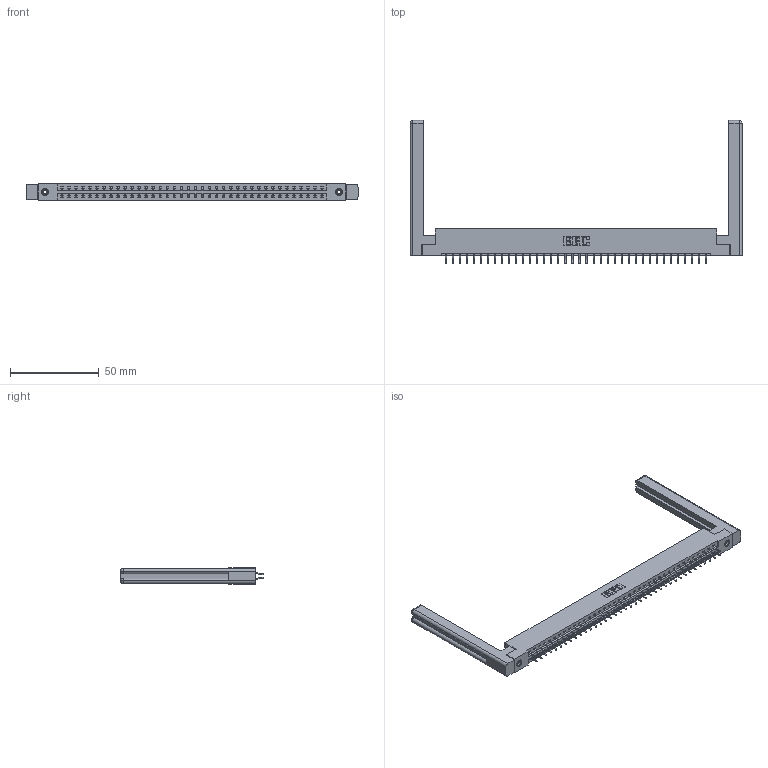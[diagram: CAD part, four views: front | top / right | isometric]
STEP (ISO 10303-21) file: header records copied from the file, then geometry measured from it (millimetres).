
FILE_DESCRIPTION (( 'STEP AP203' ), '1' );
FILE_NAME ('387-076-556-258.STEP', '2019-10-22T04:25:58', ( '' ), ( '' ), 'SwSTEP 2.0', 'SolidWorks 2016', '' );
FILE_SCHEMA (( 'CONFIG_CONTROL_DESIGN' ));
Length unit declared in the file: inch
Products named in the file (5): 307-220-058; 337 Part_Flush Mounting Lugs - 0.156 Dia-TI; 387-076-556-258; 345-292-001_556 Tail; 345-250-001_345-250-001-102
Assembly tree (81 placements, depth 2):
  387-076-556-258
    337 Part_Flush Mounting Lugs - 0.156 Dia-TI
    345-292-001_556 Tail  x76
    345-250-001_345-250-001-102  x2
    307-220-058  x2
Bounding box: 187.2 x 80.66 x 9.4 mm (x, y, z)
Volume: 26814.5 mm3; surface area: 27167.1 mm2
Topology: 81 solids, 81 shells, 4816 faces, 14269 edges, 9398 vertices
Faces by surface type: plane 3346, cylinder 1446, cone 12, torus 12
Entity records: 32834 total; most frequent: CARTESIAN_POINT 5557, ORIENTED_EDGE 5420, DIRECTION 4738, EDGE_CURVE 2710, VECTOR 2526, LINE 2526, VERTEX_POINT 1798, AXIS2_PLACEMENT_3D 1106
